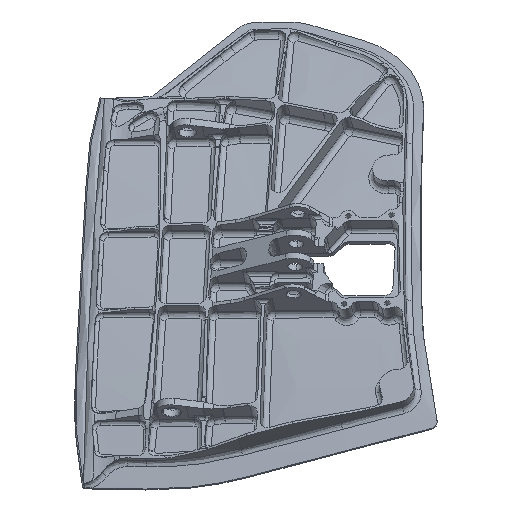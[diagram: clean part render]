
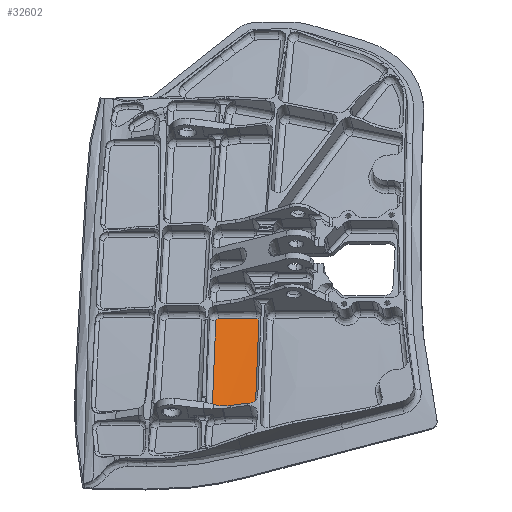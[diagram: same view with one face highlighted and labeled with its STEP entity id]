
A CAD part, front view. The second image highlights one B-rep face of the part: STEP entity #32602.
In plain terms, the highlighted free-form (B-spline) face has degree [5, 1] with [6, 2] control points.
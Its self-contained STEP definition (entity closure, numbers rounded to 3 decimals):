
#21117 = EDGE_CURVE('',#21118,#21120,#21122,.T.);
#21118 = VERTEX_POINT('',#21119);
#21119 = CARTESIAN_POINT('',(18069.681,-7256.43,
    5631.837));
#21120 = VERTEX_POINT('',#21121);
#21121 = CARTESIAN_POINT('',(18067.217,-7257.123,
    5629.662));
#21122 = B_SPLINE_CURVE_WITH_KNOTS('',5,(#21123,#21124,#21125,#21126,
    #21127,#21128,#21129,#21130,#21131,#21132,#21133,#21134),
  .UNSPECIFIED.,.F.,.F.,(6,3,3,6),(16.258,20.032,
    24.725,27.086),.UNSPECIFIED.);
#21123 = CARTESIAN_POINT('',(18069.681,-7256.43,
    5631.837));
#21124 = CARTESIAN_POINT('',(18069.421,-7256.398,
    5631.834));
#21125 = CARTESIAN_POINT('',(18069.16,-7256.38,
    5631.799));
#21126 = CARTESIAN_POINT('',(18068.904,-7256.378,
    5631.732));
#21127 = CARTESIAN_POINT('',(18068.356,-7256.41,
    5631.511));
#21128 = CARTESIAN_POINT('',(18067.895,-7256.517,
    5631.154));
#21129 = CARTESIAN_POINT('',(18067.679,-7256.598,
    5630.92));
#21130 = CARTESIAN_POINT('',(18067.422,-7256.747,
    5630.528));
#21131 = CARTESIAN_POINT('',(18067.279,-7256.927,
    5630.101));
#21132 = CARTESIAN_POINT('',(18067.245,-7256.991,
    5629.956));
#21133 = CARTESIAN_POINT('',(18067.224,-7257.056,
    5629.809));
#21134 = CARTESIAN_POINT('',(18067.217,-7257.123,
    5629.662));
#21240 = EDGE_CURVE('',#21120,#21241,#21243,.T.);
#21241 = VERTEX_POINT('',#21242);
#21242 = CARTESIAN_POINT('',(18063.477,-7294.491,
    5536.422));
#21243 = B_SPLINE_CURVE_WITH_KNOTS('',5,(#21244,#21245,#21246,#21247,
    #21248,#21249),.UNSPECIFIED.,.F.,.F.,(6,6),(48.086,
    196.083),.PIECEWISE_BEZIER_KNOTS.);
#21244 = CARTESIAN_POINT('',(18067.217,-7257.123,
    5629.662));
#21245 = CARTESIAN_POINT('',(18066.353,-7265.492,
    5611.395));
#21246 = CARTESIAN_POINT('',(18065.546,-7273.42,
    5592.923));
#21247 = CARTESIAN_POINT('',(18064.797,-7280.899,
    5574.26));
#21248 = CARTESIAN_POINT('',(18064.107,-7287.925,
    5555.421));
#21249 = CARTESIAN_POINT('',(18063.477,-7294.491,
    5536.422));
#32259 = VERTEX_POINT('',#32260);
#32260 = CARTESIAN_POINT('',(18111.687,-7261.681,
    5632.251));
#32269 = EDGE_CURVE('',#21118,#32259,#32270,.T.);
#32270 = B_SPLINE_CURVE_WITH_KNOTS('',5,(#32271,#32272,#32273,#32274,
    #32275,#32276),.UNSPECIFIED.,.F.,.F.,(6,6),(27.552,
    73.912),.PIECEWISE_BEZIER_KNOTS.);
#32271 = CARTESIAN_POINT('',(18069.681,-7256.43,
    5631.837));
#32272 = CARTESIAN_POINT('',(18078.082,-7257.48,
    5631.92));
#32273 = CARTESIAN_POINT('',(18086.483,-7258.53,
    5632.002));
#32274 = CARTESIAN_POINT('',(18094.885,-7259.58,
    5632.085));
#32275 = CARTESIAN_POINT('',(18103.286,-7260.631,
    5632.168));
#32276 = CARTESIAN_POINT('',(18111.687,-7261.681,
    5632.251));
#32602 = ADVANCED_FACE('',(#32603),#32674,.F.);
#32603 = FACE_BOUND('',#32604,.F.);
#32604 = EDGE_LOOP('',(#32605,#32616,#32627,#32636,#32645,#32654,#32662,
    #32663,#32664,#32665));
#32605 = ORIENTED_EDGE('',*,*,#32606,.T.);
#32606 = EDGE_CURVE('',#32607,#32609,#32611,.T.);
#32607 = VERTEX_POINT('',#32608);
#32608 = CARTESIAN_POINT('',(18113.946,-7262.965,
    5630.124));
#32609 = VERTEX_POINT('',#32610);
#32610 = CARTESIAN_POINT('',(18110.146,-7300.934,
    5535.318));
#32611 = B_SPLINE_CURVE_WITH_KNOTS('',3,(#32612,#32613,#32614,#32615),
  .UNSPECIFIED.,.F.,.F.,(4,4),(47.659,197.448),
  .PIECEWISE_BEZIER_KNOTS.);
#32612 = CARTESIAN_POINT('',(18113.946,-7262.965,
    5630.124));
#32613 = CARTESIAN_POINT('',(18112.48,-7277.155,
    5599.174));
#32614 = CARTESIAN_POINT('',(18111.211,-7289.832,
    5567.521));
#32615 = CARTESIAN_POINT('',(18110.146,-7300.934,
    5535.318));
#32616 = ORIENTED_EDGE('',*,*,#32617,.F.);
#32617 = EDGE_CURVE('',#32618,#32609,#32620,.T.);
#32618 = VERTEX_POINT('',#32619);
#32619 = CARTESIAN_POINT('',(18107.71,-7301.414,
    5533.029));
#32620 = B_SPLINE_CURVE_WITH_KNOTS('',5,(#32621,#32622,#32623,#32624,
    #32625,#32626),.UNSPECIFIED.,.F.,.F.,(6,6),(16.268,
    27.102),.PIECEWISE_BEZIER_KNOTS.);
#32621 = CARTESIAN_POINT('',(18107.71,-7301.414,
    5533.029));
#32622 = CARTESIAN_POINT('',(18108.456,-7301.508,
    5533.037));
#32623 = CARTESIAN_POINT('',(18109.213,-7301.506,
    5533.327));
#32624 = CARTESIAN_POINT('',(18109.812,-7301.385,
    5533.901));
#32625 = CARTESIAN_POINT('',(18110.122,-7301.178,
    5534.611));
#32626 = CARTESIAN_POINT('',(18110.146,-7300.934,
    5535.318));
#32627 = ORIENTED_EDGE('',*,*,#32628,.F.);
#32628 = EDGE_CURVE('',#32629,#32618,#32631,.T.);
#32629 = VERTEX_POINT('',#32630);
#32630 = CARTESIAN_POINT('',(18077.499,-7297.601,
    5532.714));
#32631 = B_SPLINE_CURVE_WITH_KNOTS('',3,(#32632,#32633,#32634,#32635),
  .UNSPECIFIED.,.F.,.F.,(4,4),(37.213,70.562),
  .PIECEWISE_BEZIER_KNOTS.);
#32632 = CARTESIAN_POINT('',(18077.499,-7297.601,
    5532.714));
#32633 = CARTESIAN_POINT('',(18087.569,-7298.872,
    5532.819));
#32634 = CARTESIAN_POINT('',(18097.64,-7300.143,
    5532.924));
#32635 = CARTESIAN_POINT('',(18107.71,-7301.414,
    5533.029));
#32636 = ORIENTED_EDGE('',*,*,#32637,.F.);
#32637 = EDGE_CURVE('',#32638,#32629,#32640,.T.);
#32638 = VERTEX_POINT('',#32639);
#32639 = CARTESIAN_POINT('',(18077.171,-7297.552,
    5532.733));
#32640 = B_SPLINE_CURVE_WITH_KNOTS('',3,(#32641,#32642,#32643,#32644),
  .UNSPECIFIED.,.F.,.F.,(4,4),(21.189,22.148),
  .PIECEWISE_BEZIER_KNOTS.);
#32641 = CARTESIAN_POINT('',(18077.171,-7297.552,
    5532.733));
#32642 = CARTESIAN_POINT('',(18077.279,-7297.571,
    5532.719));
#32643 = CARTESIAN_POINT('',(18077.389,-7297.587,
    5532.713));
#32644 = CARTESIAN_POINT('',(18077.499,-7297.601,
    5532.714));
#32645 = ORIENTED_EDGE('',*,*,#32646,.T.);
#32646 = EDGE_CURVE('',#32638,#32647,#32649,.T.);
#32647 = VERTEX_POINT('',#32648);
#32648 = CARTESIAN_POINT('',(18065.434,-7295.519,
    5534.202));
#32649 = B_SPLINE_CURVE_WITH_KNOTS('',3,(#32650,#32651,#32652,#32653),
  .UNSPECIFIED.,.F.,.F.,(4,4),(57.103,70.26),
  .PIECEWISE_BEZIER_KNOTS.);
#32650 = CARTESIAN_POINT('',(18077.171,-7297.552,
    5532.733));
#32651 = CARTESIAN_POINT('',(18073.259,-7296.875,
    5533.223));
#32652 = CARTESIAN_POINT('',(18069.346,-7296.197,
    5533.712));
#32653 = CARTESIAN_POINT('',(18065.434,-7295.519,
    5534.202));
#32654 = ORIENTED_EDGE('',*,*,#32655,.F.);
#32655 = EDGE_CURVE('',#21241,#32647,#32656,.T.);
#32656 = B_SPLINE_CURVE_WITH_KNOTS('',4,(#32657,#32658,#32659,#32660,
    #32661),.UNSPECIFIED.,.F.,.F.,(5,5),(16.715,26.589),
  .PIECEWISE_BEZIER_KNOTS.);
#32657 = CARTESIAN_POINT('',(18063.477,-7294.491,
    5536.422));
#32658 = CARTESIAN_POINT('',(18063.45,-7294.769,
    5535.617));
#32659 = CARTESIAN_POINT('',(18063.824,-7295.1,
    5534.808));
#32660 = CARTESIAN_POINT('',(18064.597,-7295.374,
    5534.307));
#32661 = CARTESIAN_POINT('',(18065.434,-7295.519,
    5534.202));
#32662 = ORIENTED_EDGE('',*,*,#21240,.F.);
#32663 = ORIENTED_EDGE('',*,*,#21117,.F.);
#32664 = ORIENTED_EDGE('',*,*,#32269,.T.);
#32665 = ORIENTED_EDGE('',*,*,#32666,.F.);
#32666 = EDGE_CURVE('',#32607,#32259,#32667,.T.);
#32667 = B_SPLINE_CURVE_WITH_KNOTS('',5,(#32668,#32669,#32670,#32671,
    #32672,#32673),.UNSPECIFIED.,.F.,.F.,(6,6),(16.221,
    27.045),.PIECEWISE_BEZIER_KNOTS.);
#32668 = CARTESIAN_POINT('',(18113.946,-7262.965,
    5630.124));
#32669 = CARTESIAN_POINT('',(18113.978,-7262.656,
    5630.797));
#32670 = CARTESIAN_POINT('',(18113.723,-7262.311,
    5631.467));
#32671 = CARTESIAN_POINT('',(18113.166,-7261.99,
    5631.999));
#32672 = CARTESIAN_POINT('',(18112.432,-7261.774,
    5632.259));
#32673 = CARTESIAN_POINT('',(18111.687,-7261.681,
    5632.251));
#32674 = B_SPLINE_SURFACE_WITH_KNOTS('',5,1,(
    (#32675,#32676)
    ,(#32677,#32678)
    ,(#32679,#32680)
    ,(#32681,#32682)
    ,(#32683,#32684)
    ,(#32685,#32686
    )),.UNSPECIFIED.,.F.,.F.,.F.,(6,6),(2,2),(1120.385,
    1214.704),(540.214,577.837),
  .PIECEWISE_BEZIER_KNOTS.);
#32675 = CARTESIAN_POINT('',(18115.489,-7262.06,
    5632.495));
#32676 = CARTESIAN_POINT('',(18067.328,-7255.907,
    5632.304));
#32677 = CARTESIAN_POINT('',(18114.416,-7271.074,
    5612.925));
#32678 = CARTESIAN_POINT('',(18066.26,-7264.871,
    5612.842));
#32679 = CARTESIAN_POINT('',(18113.342,-7279.575,
    5593.119));
#32680 = CARTESIAN_POINT('',(18065.192,-7273.325,
    5593.145));
#32681 = CARTESIAN_POINT('',(18112.268,-7287.555,
    5573.094));
#32682 = CARTESIAN_POINT('',(18064.125,-7281.261,
    5573.231));
#32683 = CARTESIAN_POINT('',(18111.197,-7295.006,
    5552.87));
#32684 = CARTESIAN_POINT('',(18063.059,-7288.672,
    5553.118));
#32685 = CARTESIAN_POINT('',(18110.128,-7301.923,
    5532.464));
#32686 = CARTESIAN_POINT('',(18061.997,-7295.551,
    5532.825));
